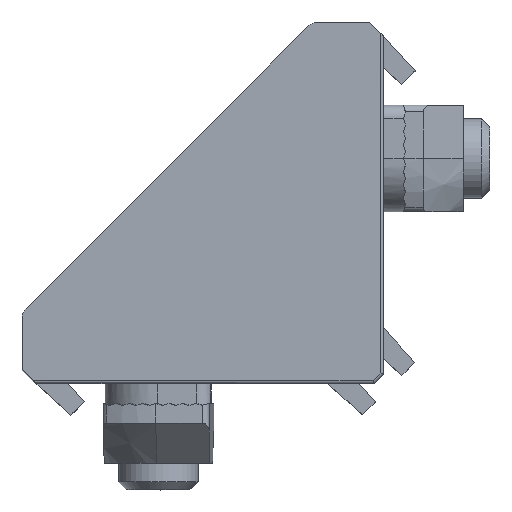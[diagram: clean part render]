
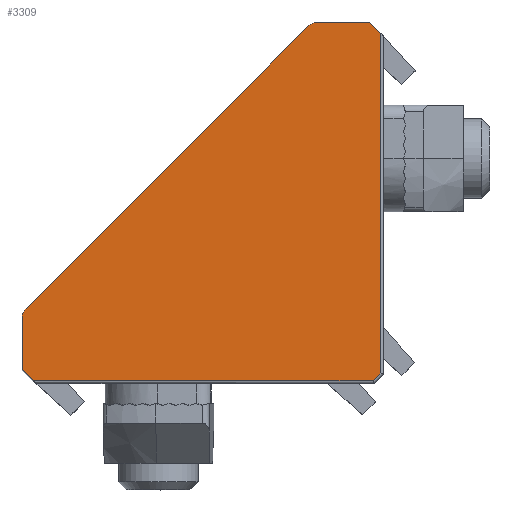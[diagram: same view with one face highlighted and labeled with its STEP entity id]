
A CAD part, top view. The second image highlights one B-rep face of the part: STEP entity #3309.
In plain terms, the highlighted planar face has unit normal (0.012, -0.012, 1).
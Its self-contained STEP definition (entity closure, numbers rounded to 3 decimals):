
#146=PLANE($,#3542);
#268=LINE($,#4923,#590);
#338=LINE($,#5128,#660);
#350=LINE($,#5202,#672);
#353=LINE($,#5209,#675);
#356=LINE($,#5221,#678);
#362=LINE($,#5237,#684);
#363=LINE($,#5239,#685);
#364=LINE($,#5240,#686);
#590=VECTOR($,#3859,1.187);
#660=VECTOR($,#3981,30.105);
#672=VECTOR($,#3997,1.187);
#675=VECTOR($,#4004,3.876);
#678=VECTOR($,#4021,3.876);
#684=VECTOR($,#4037,25.575);
#685=VECTOR($,#4038,0.834);
#686=VECTOR($,#4039,25.575);
#1026=FACE_OUTER_BOUND($,#1213,.T.);
#1213=EDGE_LOOP($,(#2485,#2486,#2487,#2488,#2489,#2490,#2491,#2492,#2493,
#2494));
#1400=CIRCLE($,#3533,1.);
#1402=CIRCLE($,#3536,1.);
#1525=VERTEX_POINT($,#4920);
#1526=VERTEX_POINT($,#4922);
#1606=VERTEX_POINT($,#5125);
#1607=VERTEX_POINT($,#5127);
#1618=VERTEX_POINT($,#5199);
#1619=VERTEX_POINT($,#5201);
#1621=VERTEX_POINT($,#5207);
#1623=VERTEX_POINT($,#5216);
#1628=VERTEX_POINT($,#5236);
#1629=VERTEX_POINT($,#5238);
#1843=EDGE_CURVE($,#1526,#1525,#268,.T.);
#1935=EDGE_CURVE($,#1607,#1606,#338,.T.);
#1952=EDGE_CURVE($,#1619,#1618,#350,.T.);
#1956=EDGE_CURVE($,#1618,#1621,#353,.T.);
#1958=EDGE_CURVE($,#1621,#1607,#1400,.T.);
#1961=EDGE_CURVE($,#1606,#1623,#1402,.T.);
#1963=EDGE_CURVE($,#1623,#1526,#356,.T.);
#1971=EDGE_CURVE($,#1525,#1628,#362,.T.);
#1972=EDGE_CURVE($,#1628,#1629,#363,.T.);
#1973=EDGE_CURVE($,#1629,#1619,#364,.T.);
#2485=ORIENTED_EDGE($,*,*,#1843,.T.);
#2486=ORIENTED_EDGE($,*,*,#1971,.T.);
#2487=ORIENTED_EDGE($,*,*,#1972,.T.);
#2488=ORIENTED_EDGE($,*,*,#1973,.T.);
#2489=ORIENTED_EDGE($,*,*,#1952,.T.);
#2490=ORIENTED_EDGE($,*,*,#1956,.T.);
#2491=ORIENTED_EDGE($,*,*,#1958,.T.);
#2492=ORIENTED_EDGE($,*,*,#1935,.T.);
#2493=ORIENTED_EDGE($,*,*,#1961,.T.);
#2494=ORIENTED_EDGE($,*,*,#1963,.T.);
#3309=ADVANCED_FACE($,(#1026),#146,.T.);
#3533=AXIS2_PLACEMENT_3D($,#5212,#4009,#4010);
#3536=AXIS2_PLACEMENT_3D($,#5218,#4016,#4017);
#3542=AXIS2_PLACEMENT_3D($,#5235,#4035,#4036);
#3859=DIRECTION($,(0.707,-0.707,-0.017));
#3981=DIRECTION($,(-0.707,-0.707,0.));
#3997=DIRECTION($,(-0.707,0.707,0.017));
#4004=DIRECTION($,(-1.,0.,0.012));
#4009=DIRECTION('center_axis',(0.012,-0.012,1.));
#4010=DIRECTION('ref_axis',(-0.707,0.707,0.017));
#4016=DIRECTION('center_axis',(0.012,-0.012,1.));
#4017=DIRECTION('ref_axis',(-1.,0.,0.012));
#4021=DIRECTION($,(0.,-1.,-0.012));
#4035=DIRECTION('center_axis',(0.012,-0.012,1.));
#4036=DIRECTION('ref_axis',(1.,0.,-0.012));
#4037=DIRECTION($,(1.,0.,-0.012));
#4038=DIRECTION($,(0.707,0.707,0.));
#4039=DIRECTION($,(0.,1.,0.012));
#4920=CARTESIAN_POINT('',(-26.36,0.198,13.926));
#4922=CARTESIAN_POINT('',(-27.2,1.037,13.947));
#4923=CARTESIAN_POINT($,(-27.201,1.038,13.947));
#5125=CARTESIAN_POINT('',(-26.907,5.62,14.));
#5127=CARTESIAN_POINT('',(-5.62,26.907,14.));
#5128=CARTESIAN_POINT($,(-5.62,26.907,14.));
#5199=CARTESIAN_POINT('',(-1.037,27.2,13.947));
#5201=CARTESIAN_POINT('',(-0.198,26.36,13.926));
#5202=CARTESIAN_POINT($,(-1.038,27.201,13.947));
#5207=CARTESIAN_POINT('',(-4.913,27.2,13.995));
#5209=CARTESIAN_POINT($,(-1.038,27.2,13.947));
#5212=CARTESIAN_POINT('Origin',(-4.913,26.2,13.983));
#5216=CARTESIAN_POINT('',(-27.2,4.913,13.995));
#5218=CARTESIAN_POINT('Origin',(-26.2,4.913,13.983));
#5221=CARTESIAN_POINT($,(-27.2,4.913,13.995));
#5235=CARTESIAN_POINT('Origin',(-5.62,26.907,14.));
#5236=CARTESIAN_POINT('',(-0.787,0.198,13.611));
#5237=CARTESIAN_POINT($,(-0.707,0.198,13.61));
#5238=CARTESIAN_POINT('',(-0.198,0.787,13.611));
#5239=CARTESIAN_POINT($,(-0.139,0.846,13.611));
#5240=CARTESIAN_POINT($,(-0.198,26.163,13.924));
